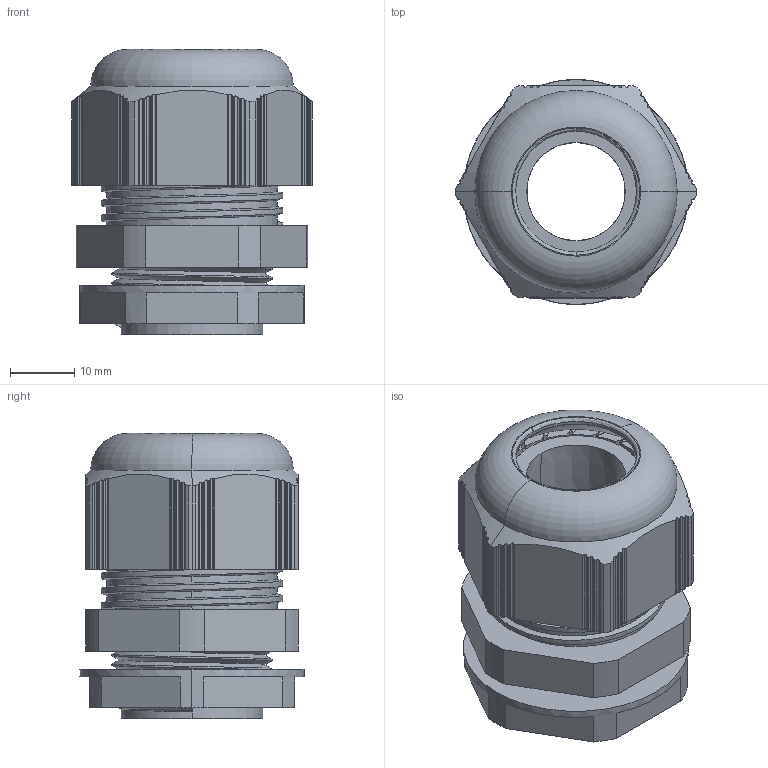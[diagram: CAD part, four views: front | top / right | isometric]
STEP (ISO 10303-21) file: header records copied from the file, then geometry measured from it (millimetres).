
FILE_DESCRIPTION (( 'STEP AP203' ), '1' );
FILE_NAME ('9053.STEP', '2020-07-28T08:38:27', ( '' ), ( '' ), 'SwSTEP 2.0', 'SolidWorks 2011', '' );
FILE_SCHEMA (( 'CONFIG_CONTROL_DESIGN' ));
Length unit declared in the file: millimetre
Products named in the file (1): 9053
Bounding box: 37.5 x 35 x 44.37 mm (x, y, z)
Volume: 23333.1 mm3; surface area: 11096.1 mm2
Topology: 1 solids, 1 shells, 358 faces, 1034 edges, 687 vertices
Faces by surface type: cylinder 188, plane 146, cone 10, bspline 8, torus 6
Entity records: 15104 total; most frequent: CARTESIAN_POINT 5805, ORIENTED_EDGE 2068, DIRECTION 1819, EDGE_CURVE 1034, VERTEX_POINT 687, AXIS2_PLACEMENT_3D 671, LINE 477, VECTOR 477
